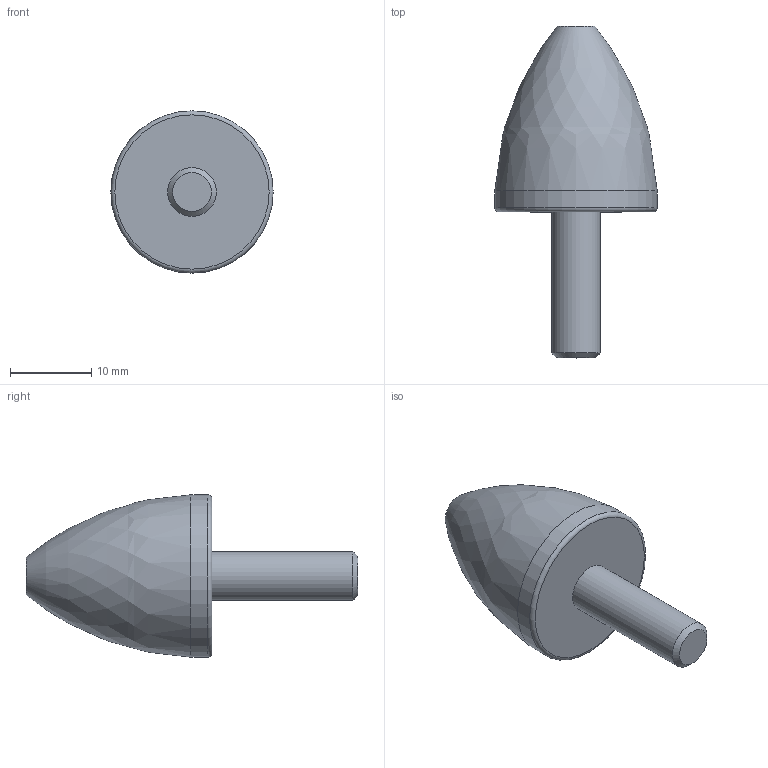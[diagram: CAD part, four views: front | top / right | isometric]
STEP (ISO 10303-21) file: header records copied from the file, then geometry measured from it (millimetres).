
FILE_DESCRIPTION(('FreeCAD Model'),'2;1');
FILE_NAME('Open CASCADE Shape Model','2024-03-20T11:10:41',(''),(''), 'Open CASCADE STEP processor 7.6','FreeCAD','Unknown');
FILE_SCHEMA(('AUTOMOTIVE_DESIGN { 1 0 10303 214 1 1 1 1 }'));
Length unit declared in the file: millimetre
Products named in the file (1): STI8-BED20X14
Bounding box: 20 x 40.9 x 20 mm (x, y, z)
Surface area: 1804.3 mm2 (no closed solid volume)
Topology: 0 solids, 1 shells, 7 faces, 12 edges, 7 vertices
Faces by surface type: cylinder 2, plane 2, revolution 1, torus 1, cone 1
Full cylindrical faces by diameter (mm): 6 x1, 20 x1
Entity records: 419 total; most frequent: CARTESIAN_POINT 90, DIRECTION 49, ORIENTED_EDGE 23, PCURVE 23, DEFINITIONAL_REPRESENTATION 23, LINE 20, VECTOR 20, AXIS2_PLACEMENT_3D 14
